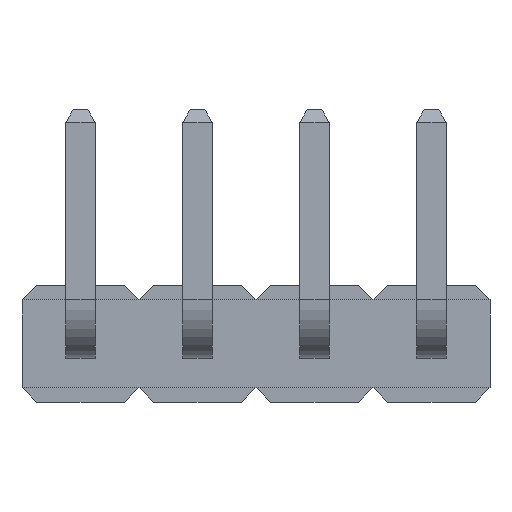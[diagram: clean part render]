
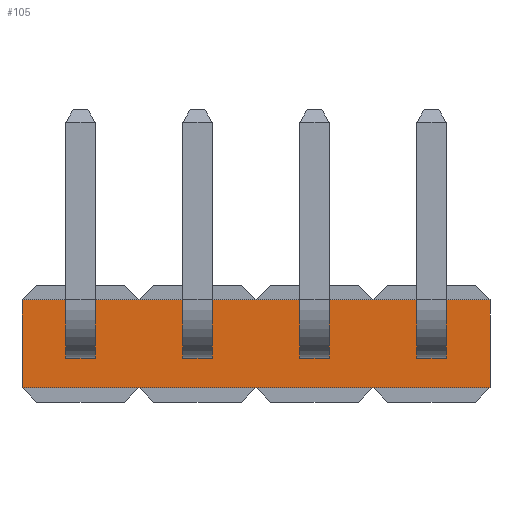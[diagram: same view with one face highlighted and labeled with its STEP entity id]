
A CAD part, front view. The second image highlights one B-rep face of the part: STEP entity #105.
In plain terms, the highlighted planar face has unit normal (0, -1, 0).
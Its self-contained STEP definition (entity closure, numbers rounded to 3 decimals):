
#105=ADVANCED_FACE('',(#253,#254,#255,#256,#257),#258,.F.);
#253=FACE_OUTER_BOUND('',#530,.T.);
#254=FACE_BOUND('',#531,.T.);
#255=FACE_BOUND('',#532,.T.);
#256=FACE_BOUND('',#533,.T.);
#257=FACE_BOUND('',#534,.T.);
#258=PLANE('',#535);
#530=EDGE_LOOP('',(#857,#858,#859,#860,#861,#862,#863,#864,#865,#866));
#531=EDGE_LOOP('',(#867,#868,#869,#870));
#532=EDGE_LOOP('',(#871,#872,#873,#874));
#533=EDGE_LOOP('',(#875,#876,#877,#878));
#534=EDGE_LOOP('',(#879,#880,#881,#882));
#535=AXIS2_PLACEMENT_3D('',#883,#884,#885);
#857=ORIENTED_EDGE('',*,*,#1842,.T.);
#858=ORIENTED_EDGE('',*,*,#1849,.T.);
#859=ORIENTED_EDGE('',*,*,#1856,.T.);
#860=ORIENTED_EDGE('',*,*,#1859,.F.);
#861=ORIENTED_EDGE('',*,*,#1860,.F.);
#862=ORIENTED_EDGE('',*,*,#1861,.F.);
#863=ORIENTED_EDGE('',*,*,#1862,.F.);
#864=ORIENTED_EDGE('',*,*,#1829,.F.);
#865=ORIENTED_EDGE('',*,*,#1863,.T.);
#866=ORIENTED_EDGE('',*,*,#1836,.T.);
#867=ORIENTED_EDGE('',*,*,#1864,.T.);
#868=ORIENTED_EDGE('',*,*,#1865,.T.);
#869=ORIENTED_EDGE('',*,*,#1866,.T.);
#870=ORIENTED_EDGE('',*,*,#1867,.T.);
#871=ORIENTED_EDGE('',*,*,#1868,.T.);
#872=ORIENTED_EDGE('',*,*,#1869,.T.);
#873=ORIENTED_EDGE('',*,*,#1870,.T.);
#874=ORIENTED_EDGE('',*,*,#1871,.T.);
#875=ORIENTED_EDGE('',*,*,#1872,.T.);
#876=ORIENTED_EDGE('',*,*,#1873,.T.);
#877=ORIENTED_EDGE('',*,*,#1874,.T.);
#878=ORIENTED_EDGE('',*,*,#1875,.T.);
#879=ORIENTED_EDGE('',*,*,#1876,.T.);
#880=ORIENTED_EDGE('',*,*,#1877,.T.);
#881=ORIENTED_EDGE('',*,*,#1878,.T.);
#882=ORIENTED_EDGE('',*,*,#1879,.T.);
#883=CARTESIAN_POINT('',(3.2,-1.25,-0.75));
#884=DIRECTION('',(-0.0,1.0,0.0));
#885=DIRECTION('',(1.0,0.0,0.0));
#1829=EDGE_CURVE('',#2154,#2156,#2157,.T.);
#1836=EDGE_CURVE('',#2169,#2167,#2170,.T.);
#1842=EDGE_CURVE('',#2167,#2180,#2181,.T.);
#1849=EDGE_CURVE('',#2180,#2192,#2193,.T.);
#1856=EDGE_CURVE('',#2192,#2204,#2205,.T.);
#1859=EDGE_CURVE('',#2208,#2204,#2209,.T.);
#1860=EDGE_CURVE('',#2210,#2208,#2211,.T.);
#1861=EDGE_CURVE('',#2212,#2210,#2213,.T.);
#1862=EDGE_CURVE('',#2156,#2212,#2214,.T.);
#1863=EDGE_CURVE('',#2154,#2169,#2215,.T.);
#1864=EDGE_CURVE('',#2216,#2217,#2218,.T.);
#1865=EDGE_CURVE('',#2217,#2219,#2220,.T.);
#1866=EDGE_CURVE('',#2219,#2221,#2222,.T.);
#1867=EDGE_CURVE('',#2221,#2216,#2223,.T.);
#1868=EDGE_CURVE('',#2224,#2225,#2226,.T.);
#1869=EDGE_CURVE('',#2225,#2227,#2228,.T.);
#1870=EDGE_CURVE('',#2227,#2229,#2230,.T.);
#1871=EDGE_CURVE('',#2229,#2224,#2231,.T.);
#1872=EDGE_CURVE('',#2232,#2233,#2234,.T.);
#1873=EDGE_CURVE('',#2233,#2235,#2236,.T.);
#1874=EDGE_CURVE('',#2235,#2237,#2238,.T.);
#1875=EDGE_CURVE('',#2237,#2232,#2239,.T.);
#1876=EDGE_CURVE('',#2240,#2241,#2242,.T.);
#1877=EDGE_CURVE('',#2241,#2243,#2244,.T.);
#1878=EDGE_CURVE('',#2243,#2245,#2246,.T.);
#1879=EDGE_CURVE('',#2245,#2240,#2247,.T.);
#2154=VERTEX_POINT('',#2672);
#2156=VERTEX_POINT('',#2675);
#2157=LINE('',#2676,#2677);
#2167=VERTEX_POINT('',#2692);
#2169=VERTEX_POINT('',#2695);
#2170=LINE('',#2696,#2697);
#2180=VERTEX_POINT('',#2712);
#2181=LINE('',#2713,#2714);
#2192=VERTEX_POINT('',#2731);
#2193=LINE('',#2732,#2733);
#2204=VERTEX_POINT('',#2750);
#2205=LINE('',#2751,#2752);
#2208=VERTEX_POINT('',#2757);
#2209=LINE('',#2758,#2759);
#2210=VERTEX_POINT('',#2760);
#2211=LINE('',#2761,#2762);
#2212=VERTEX_POINT('',#2763);
#2213=LINE('',#2764,#2765);
#2214=LINE('',#2766,#2767);
#2215=LINE('',#2768,#2769);
#2216=VERTEX_POINT('',#2770);
#2217=VERTEX_POINT('',#2771);
#2218=LINE('',#2772,#2773);
#2219=VERTEX_POINT('',#2774);
#2220=LINE('',#2775,#2776);
#2221=VERTEX_POINT('',#2777);
#2222=LINE('',#2778,#2779);
#2223=LINE('',#2780,#2781);
#2224=VERTEX_POINT('',#2782);
#2225=VERTEX_POINT('',#2783);
#2226=LINE('',#2784,#2785);
#2227=VERTEX_POINT('',#2786);
#2228=LINE('',#2787,#2788);
#2229=VERTEX_POINT('',#2789);
#2230=LINE('',#2790,#2791);
#2231=LINE('',#2792,#2793);
#2232=VERTEX_POINT('',#2794);
#2233=VERTEX_POINT('',#2795);
#2234=LINE('',#2796,#2797);
#2235=VERTEX_POINT('',#2798);
#2236=LINE('',#2799,#2800);
#2237=VERTEX_POINT('',#2801);
#2238=LINE('',#2802,#2803);
#2239=LINE('',#2804,#2805);
#2240=VERTEX_POINT('',#2806);
#2241=VERTEX_POINT('',#2807);
#2242=LINE('',#2808,#2809);
#2243=VERTEX_POINT('',#2810);
#2244=LINE('',#2811,#2812);
#2245=VERTEX_POINT('',#2813);
#2246=LINE('',#2814,#2815);
#2247=LINE('',#2816,#2817);
#2672=CARTESIAN_POINT('',(9.0,-1.25,-0.75));
#2675=CARTESIAN_POINT('',(7.0,-1.25,-0.75));
#2676=CARTESIAN_POINT('',(9.0,-1.25,-0.75));
#2677=VECTOR('',#3481,2.0);
#2692=CARTESIAN_POINT('',(7.0,-1.25,0.75));
#2695=CARTESIAN_POINT('',(9.0,-1.25,0.75));
#2696=CARTESIAN_POINT('',(9.0,-1.25,0.75));
#2697=VECTOR('',#3488,2.0);
#2712=CARTESIAN_POINT('',(5.0,-1.25,0.75));
#2713=CARTESIAN_POINT('',(7.0,-1.25,0.75));
#2714=VECTOR('',#3494,2.0);
#2731=CARTESIAN_POINT('',(3.0,-1.25,0.75));
#2732=CARTESIAN_POINT('',(5.0,-1.25,0.75));
#2733=VECTOR('',#3501,2.0);
#2750=CARTESIAN_POINT('',(1.0,-1.25,0.75));
#2751=CARTESIAN_POINT('',(3.0,-1.25,0.75));
#2752=VECTOR('',#3508,2.0);
#2757=CARTESIAN_POINT('',(1.0,-1.25,-0.75));
#2758=CARTESIAN_POINT('',(1.0,-1.25,-0.75));
#2759=VECTOR('',#3511,1.5);
#2760=CARTESIAN_POINT('',(3.0,-1.25,-0.75));
#2761=CARTESIAN_POINT('',(3.0,-1.25,-0.75));
#2762=VECTOR('',#3512,2.0);
#2763=CARTESIAN_POINT('',(5.0,-1.25,-0.75));
#2764=CARTESIAN_POINT('',(5.0,-1.25,-0.75));
#2765=VECTOR('',#3513,2.0);
#2766=CARTESIAN_POINT('',(7.0,-1.25,-0.75));
#2767=VECTOR('',#3514,2.0);
#2768=CARTESIAN_POINT('',(9.0,-1.25,-0.75));
#2769=VECTOR('',#3515,1.5);
#2770=CARTESIAN_POINT('',(3.785,-1.25,0.215));
#2771=CARTESIAN_POINT('',(4.215,-1.25,0.215));
#2772=CARTESIAN_POINT('',(3.785,-1.25,0.215));
#2773=VECTOR('',#3516,0.43);
#2774=CARTESIAN_POINT('',(4.215,-1.25,-0.215));
#2775=CARTESIAN_POINT('',(4.215,-1.25,0.215));
#2776=VECTOR('',#3517,0.43);
#2777=CARTESIAN_POINT('',(3.785,-1.25,-0.215));
#2778=CARTESIAN_POINT('',(4.215,-1.25,-0.215));
#2779=VECTOR('',#3518,0.43);
#2780=CARTESIAN_POINT('',(3.785,-1.25,-0.215));
#2781=VECTOR('',#3519,0.43);
#2782=CARTESIAN_POINT('',(5.785,-1.25,0.215));
#2783=CARTESIAN_POINT('',(6.215,-1.25,0.215));
#2784=CARTESIAN_POINT('',(5.785,-1.25,0.215));
#2785=VECTOR('',#3520,0.43);
#2786=CARTESIAN_POINT('',(6.215,-1.25,-0.215));
#2787=CARTESIAN_POINT('',(6.215,-1.25,0.215));
#2788=VECTOR('',#3521,0.43);
#2789=CARTESIAN_POINT('',(5.785,-1.25,-0.215));
#2790=CARTESIAN_POINT('',(6.215,-1.25,-0.215));
#2791=VECTOR('',#3522,0.43);
#2792=CARTESIAN_POINT('',(5.785,-1.25,-0.215));
#2793=VECTOR('',#3523,0.43);
#2794=CARTESIAN_POINT('',(1.785,-1.25,0.215));
#2795=CARTESIAN_POINT('',(2.215,-1.25,0.215));
#2796=CARTESIAN_POINT('',(1.785,-1.25,0.215));
#2797=VECTOR('',#3524,0.43);
#2798=CARTESIAN_POINT('',(2.215,-1.25,-0.215));
#2799=CARTESIAN_POINT('',(2.215,-1.25,0.215));
#2800=VECTOR('',#3525,0.43);
#2801=CARTESIAN_POINT('',(1.785,-1.25,-0.215));
#2802=CARTESIAN_POINT('',(2.215,-1.25,-0.215));
#2803=VECTOR('',#3526,0.43);
#2804=CARTESIAN_POINT('',(1.785,-1.25,-0.215));
#2805=VECTOR('',#3527,0.43);
#2806=CARTESIAN_POINT('',(7.785,-1.25,0.215));
#2807=CARTESIAN_POINT('',(8.215,-1.25,0.215));
#2808=CARTESIAN_POINT('',(7.785,-1.25,0.215));
#2809=VECTOR('',#3528,0.43);
#2810=CARTESIAN_POINT('',(8.215,-1.25,-0.215));
#2811=CARTESIAN_POINT('',(8.215,-1.25,0.215));
#2812=VECTOR('',#3529,0.43);
#2813=CARTESIAN_POINT('',(7.785,-1.25,-0.215));
#2814=CARTESIAN_POINT('',(8.215,-1.25,-0.215));
#2815=VECTOR('',#3530,0.43);
#2816=CARTESIAN_POINT('',(7.785,-1.25,-0.215));
#2817=VECTOR('',#3531,0.43);
#3481=DIRECTION('',(-1.0,0.0,0.0));
#3488=DIRECTION('',(-1.0,0.0,0.0));
#3494=DIRECTION('',(-1.0,0.0,0.0));
#3501=DIRECTION('',(-1.0,0.0,0.0));
#3508=DIRECTION('',(-1.0,0.0,0.0));
#3511=DIRECTION('',(0.0,0.0,1.0));
#3512=DIRECTION('',(-1.0,0.0,0.0));
#3513=DIRECTION('',(-1.0,0.0,0.0));
#3514=DIRECTION('',(-1.0,0.0,0.0));
#3515=DIRECTION('',(0.0,0.0,1.0));
#3516=DIRECTION('',(1.0,0.0,0.0));
#3517=DIRECTION('',(0.0,0.0,-1.0));
#3518=DIRECTION('',(-1.0,0.0,0.0));
#3519=DIRECTION('',(0.0,0.0,1.0));
#3520=DIRECTION('',(1.0,0.0,0.0));
#3521=DIRECTION('',(0.0,0.0,-1.0));
#3522=DIRECTION('',(-1.0,0.0,0.0));
#3523=DIRECTION('',(0.0,0.0,1.0));
#3524=DIRECTION('',(1.0,0.0,0.0));
#3525=DIRECTION('',(0.0,0.0,-1.0));
#3526=DIRECTION('',(-1.0,0.0,0.0));
#3527=DIRECTION('',(0.0,0.0,1.0));
#3528=DIRECTION('',(1.0,0.0,0.0));
#3529=DIRECTION('',(0.0,0.0,-1.0));
#3530=DIRECTION('',(-1.0,0.0,0.0));
#3531=DIRECTION('',(0.0,0.0,1.0));
